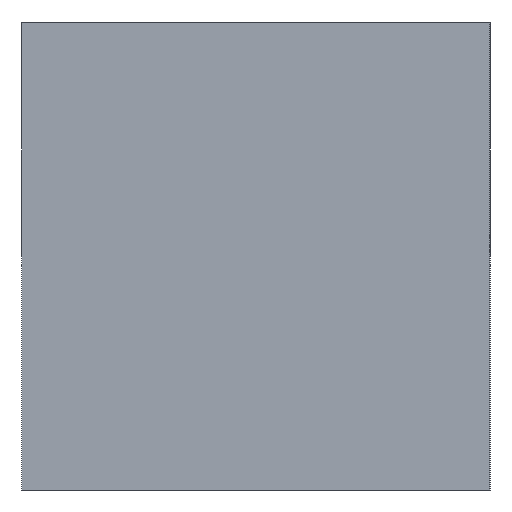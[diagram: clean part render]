
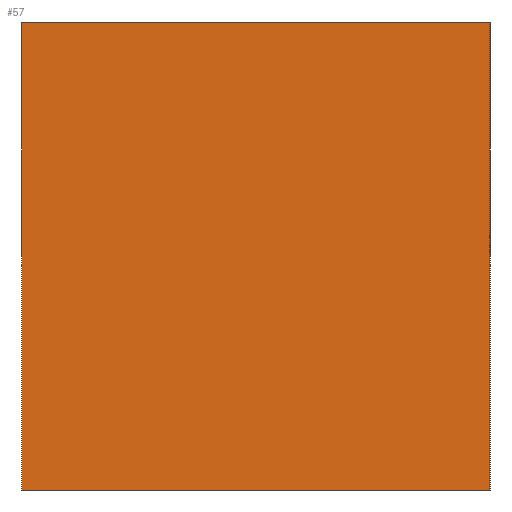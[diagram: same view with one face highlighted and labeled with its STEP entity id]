
A CAD part, left-side view. The second image highlights one B-rep face of the part: STEP entity #57.
In plain terms, the highlighted planar face has unit normal (-1, 0, 0).
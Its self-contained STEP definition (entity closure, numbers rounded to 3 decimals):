
#1 = DIRECTION ( 'NONE',  ( 0., 0., -1. ) ) ;
#6 = CARTESIAN_POINT ( 'NONE',  ( 0., 40., -40. ) ) ;
#8 = VERTEX_POINT ( 'NONE', #30 ) ;
#29 = DIRECTION ( 'NONE',  ( 0., -1., 0. ) ) ;
#30 = CARTESIAN_POINT ( 'NONE',  ( 0., 0., 0. ) ) ;
#31 = DIRECTION ( 'NONE',  ( 0., 1., 0. ) ) ;
#34 = EDGE_CURVE ( 'NONE', #235, #8, #176, .T. ) ;
#37 = ORIENTED_EDGE ( 'NONE', *, *, #124, .F. ) ;
#47 = LINE ( 'NONE', #72, #155 ) ;
#49 = VECTOR ( 'NONE', #31, 1000. ) ;
#57 = ADVANCED_FACE ( 'NONE', ( #228 ), #211, .T. ) ;
#63 = LINE ( 'NONE', #220, #104 ) ;
#64 = VECTOR ( 'NONE', #29, 1000. ) ;
#72 = CARTESIAN_POINT ( 'NONE',  ( 0., 0., 0. ) ) ;
#91 = EDGE_CURVE ( 'NONE', #128, #192, #152, .T. ) ;
#101 = DIRECTION ( 'NONE',  ( -1., 0., 0. ) ) ;
#104 = VECTOR ( 'NONE', #105, 1000. ) ;
#105 = DIRECTION ( 'NONE',  ( 0., 0., 1. ) ) ;
#110 = ORIENTED_EDGE ( 'NONE', *, *, #34, .F. ) ;
#114 = EDGE_CURVE ( 'NONE', #8, #128, #47, .T. ) ;
#124 = EDGE_CURVE ( 'NONE', #192, #235, #63, .T. ) ;
#126 = CARTESIAN_POINT ( 'NONE',  ( 0., 40., 0. ) ) ;
#128 = VERTEX_POINT ( 'NONE', #142 ) ;
#142 = CARTESIAN_POINT ( 'NONE',  ( 0., 0., -40. ) ) ;
#145 = EDGE_LOOP ( 'NONE', ( #110, #37, #163, #186 ) ) ;
#152 = LINE ( 'NONE', #179, #49 ) ;
#155 = VECTOR ( 'NONE', #1, 1000. ) ;
#161 = CARTESIAN_POINT ( 'NONE',  ( 0., 0., 0. ) ) ;
#163 = ORIENTED_EDGE ( 'NONE', *, *, #91, .F. ) ;
#176 = LINE ( 'NONE', #161, #64 ) ;
#179 = CARTESIAN_POINT ( 'NONE',  ( 0., 0., -40. ) ) ;
#186 = ORIENTED_EDGE ( 'NONE', *, *, #114, .F. ) ;
#192 = VERTEX_POINT ( 'NONE', #6 ) ;
#193 = AXIS2_PLACEMENT_3D ( 'NONE', #215, #101, #196 ) ;
#196 = DIRECTION ( 'NONE',  ( 0., 0., 1. ) ) ;
#211 = PLANE ( 'NONE',  #193 ) ;
#215 = CARTESIAN_POINT ( 'NONE',  ( 0., 0., 0. ) ) ;
#220 = CARTESIAN_POINT ( 'NONE',  ( 0., 40., 0. ) ) ;
#228 = FACE_OUTER_BOUND ( 'NONE', #145, .T. ) ;
#235 = VERTEX_POINT ( 'NONE', #126 ) ;
